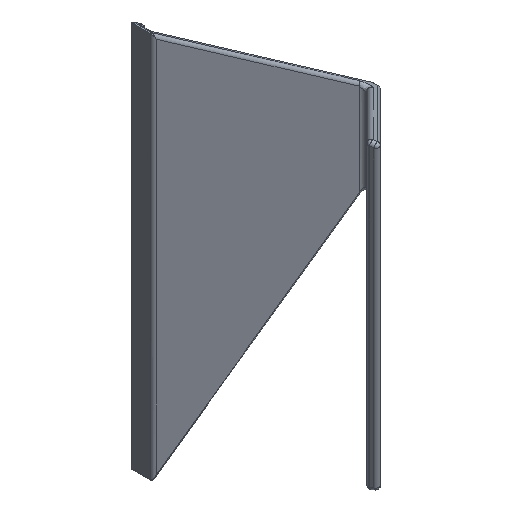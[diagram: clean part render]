
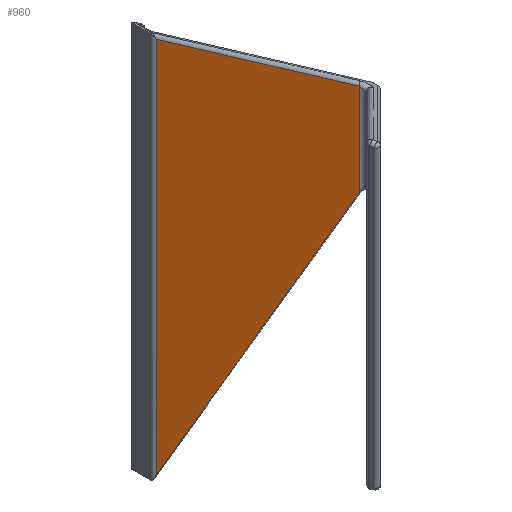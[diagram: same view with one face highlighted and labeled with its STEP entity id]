
A CAD part, isometric view. The second image highlights one B-rep face of the part: STEP entity #960.
In plain terms, the highlighted planar face has unit normal (0, -1, 0).
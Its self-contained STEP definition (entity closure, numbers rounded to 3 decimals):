
#35=PLANE('',#1110);
#78=LINE('',#1784,#142);
#80=LINE('',#1791,#144);
#82=LINE('',#1796,#146);
#85=LINE('',#1918,#149);
#142=VECTOR('',#1277,10.);
#144=VECTOR('',#1289,1.);
#146=VECTOR('',#1295,10.);
#149=VECTOR('',#1312,10.);
#275=FACE_OUTER_BOUND('',#340,.T.);
#340=EDGE_LOOP('',(#861,#862,#863,#864));
#439=VERTEX_POINT('',#1689);
#451=VERTEX_POINT('',#1778);
#452=VERTEX_POINT('',#1782);
#453=VERTEX_POINT('',#1795);
#558=EDGE_CURVE('',#452,#451,#78,.T.);
#560=EDGE_CURVE('',#451,#439,#80,.T.);
#562=EDGE_CURVE('',#439,#453,#82,.T.);
#571=EDGE_CURVE('',#453,#452,#85,.T.);
#861=ORIENTED_EDGE('',*,*,#560,.F.);
#862=ORIENTED_EDGE('',*,*,#558,.F.);
#863=ORIENTED_EDGE('',*,*,#571,.F.);
#864=ORIENTED_EDGE('',*,*,#562,.F.);
#960=ADVANCED_FACE('',(#275),#35,.T.);
#1110=AXIS2_PLACEMENT_3D('',#2005,#1424,#1425);
#1277=DIRECTION('',(-0.819,0.,-0.574));
#1289=DIRECTION('',(0.,0.,1.));
#1295=DIRECTION('',(0.819,0.,-0.574));
#1312=DIRECTION('',(0.,0.,-1.));
#1424=DIRECTION('center_axis',(0.,-1.,0.));
#1425=DIRECTION('ref_axis',(-1.,0.,0.));
#1689=CARTESIAN_POINT('',(-71.452,-3.,-57.882));
#1778=CARTESIAN_POINT('',(-71.452,-3.,-178.092));
#1782=CARTESIAN_POINT('',(-6.657,-3.,-132.722));
#1784=CARTESIAN_POINT('',(32.344,-3.,-105.413));
#1791=CARTESIAN_POINT('',(-71.452,-3.,0.));
#1795=CARTESIAN_POINT('',(-6.657,-3.,-103.253));
#1796=CARTESIAN_POINT('',(-63.288,-3.,-63.599));
#1918=CARTESIAN_POINT('',(-6.657,-3.,0.));
#2005=CARTESIAN_POINT('Origin',(-4.243,-3.,0.));
